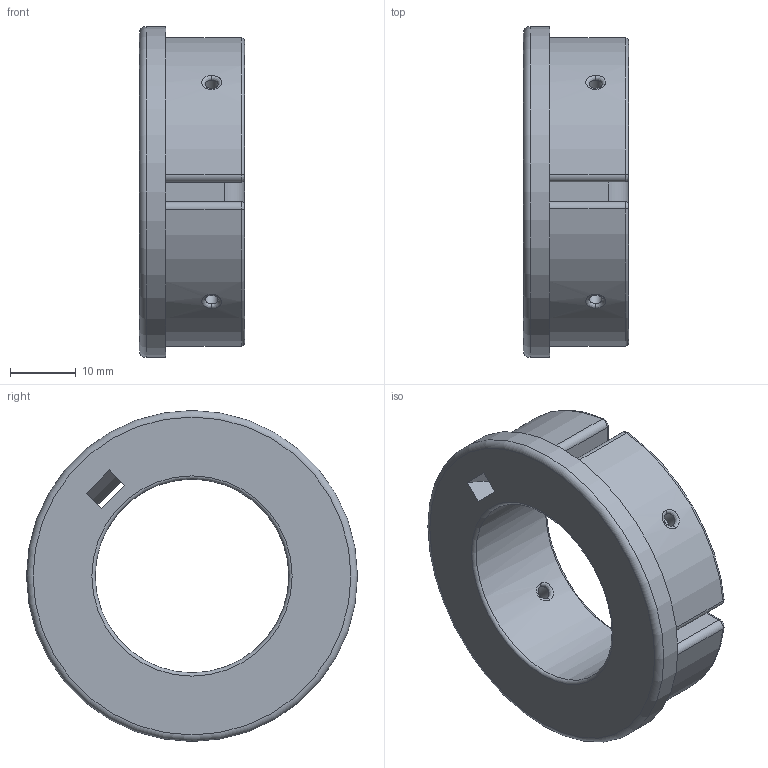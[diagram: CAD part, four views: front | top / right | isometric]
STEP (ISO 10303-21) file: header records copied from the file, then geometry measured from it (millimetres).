
FILE_DESCRIPTION(/* description */ (''),/* implementation_level */ '2;1');
FILE_NAME(/* name */ '34a121ba-bd17-499a-9693-f4e085659594.stp',/* time_stamp */ '2023-04-27T16:50:59Z',/* author */ (''),/* organization */ (''),/* preprocessor_version */ 'ST-DEVELOPER v19.2',/* originating_system */ 'Autodesk Translation Framework v12.4.0.73',/* authorisation */ '');
FILE_SCHEMA (('AUTOMOTIVE_DESIGN { 1 0 10303 214 3 1 1 }'));
Length unit declared in the file: millimetre
Products named in the file (1): Virolle Classic
Bounding box: 16 x 50.4 x 50.4 mm (x, y, z)
Volume: 13880.9 mm3; surface area: 9309.9 mm2
Topology: 1 solids, 1 shells, 317 faces, 731 edges, 423 vertices
Faces by surface type: cylinder 116, torus 71, plane 66, sphere 40, bspline 24
Full cylindrical faces by diameter (mm): 2 x9, 29.5 x1, 50.4 x1
Entity records: 19755 total; most frequent: CARTESIAN_POINT 12489, DIRECTION 1635, ORIENTED_EDGE 1454, EDGE_CURVE 727, AXIS2_PLACEMENT_3D 687, VERTEX_POINT 423, CIRCLE 393, EDGE_LOOP 350
